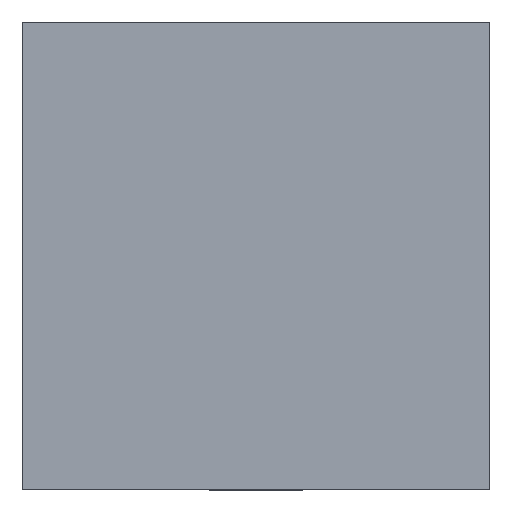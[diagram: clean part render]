
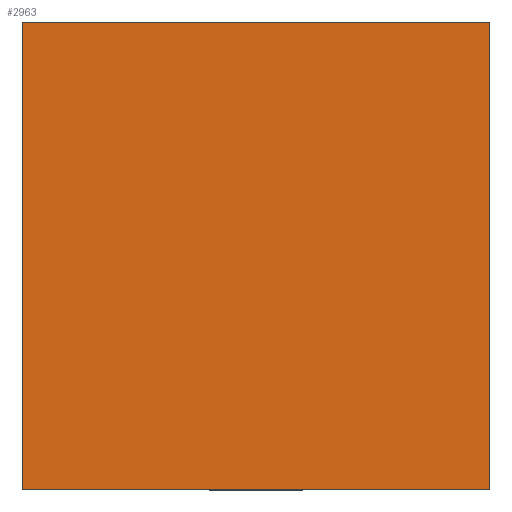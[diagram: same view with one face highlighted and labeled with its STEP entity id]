
A CAD part, top view. The second image highlights one B-rep face of the part: STEP entity #2963.
In plain terms, the highlighted face is planar.
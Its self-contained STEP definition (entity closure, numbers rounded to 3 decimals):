
#2251=DIRECTION('',(0.,0.,1.));
#2252=VECTOR('',#2251,1.5);
#2253=CARTESIAN_POINT('',(-0.75,0.375,-0.75));
#2254=LINE('',#2253,#2252);
#2258=DIRECTION('',(-1.,0.,0.));
#2259=VECTOR('',#2258,1.5);
#2260=CARTESIAN_POINT('',(0.75,0.375,-0.75));
#2261=LINE('',#2260,#2259);
#2265=DIRECTION('',(0.,0.,-1.));
#2266=VECTOR('',#2265,1.5);
#2267=CARTESIAN_POINT('',(0.75,0.375,0.75));
#2268=LINE('',#2267,#2266);
#2272=DIRECTION('',(1.,0.,0.));
#2273=VECTOR('',#2272,1.5);
#2274=CARTESIAN_POINT('',(-0.75,0.375,0.75));
#2275=LINE('',#2274,#2273);
#2489=CARTESIAN_POINT('',(-0.75,0.375,-0.75));
#2490=CARTESIAN_POINT('',(-0.75,0.375,0.75));
#2491=VERTEX_POINT('',#2489);
#2492=VERTEX_POINT('',#2490);
#2493=CARTESIAN_POINT('',(0.75,0.375,0.75));
#2494=VERTEX_POINT('',#2493);
#2495=CARTESIAN_POINT('',(0.75,0.375,-0.75));
#2496=VERTEX_POINT('',#2495);
#2952=CARTESIAN_POINT('',(0.,0.375,0.));
#2953=DIRECTION('',(0.,1.,0.));
#2954=DIRECTION('',(1.,0.,0.));
#2955=AXIS2_PLACEMENT_3D('',#2952,#2953,#2954);
#2956=PLANE('',#2955);
#2957=ORIENTED_EDGE('',*,*,#2859,.F.);
#2958=ORIENTED_EDGE('',*,*,#2774,.F.);
#2959=ORIENTED_EDGE('',*,*,#2802,.F.);
#2960=ORIENTED_EDGE('',*,*,#2837,.F.);
#2961=EDGE_LOOP('',(#2957,#2958,#2959,#2960));
#2962=FACE_OUTER_BOUND('',#2961,.F.);
#2963=ADVANCED_FACE('',(#2962),#2956,.T.);
#2774=EDGE_CURVE('',#2496,#2491,#2261,.T.);
#2802=EDGE_CURVE('',#2494,#2496,#2268,.T.);
#2837=EDGE_CURVE('',#2492,#2494,#2275,.T.);
#2859=EDGE_CURVE('',#2491,#2492,#2254,.T.);
